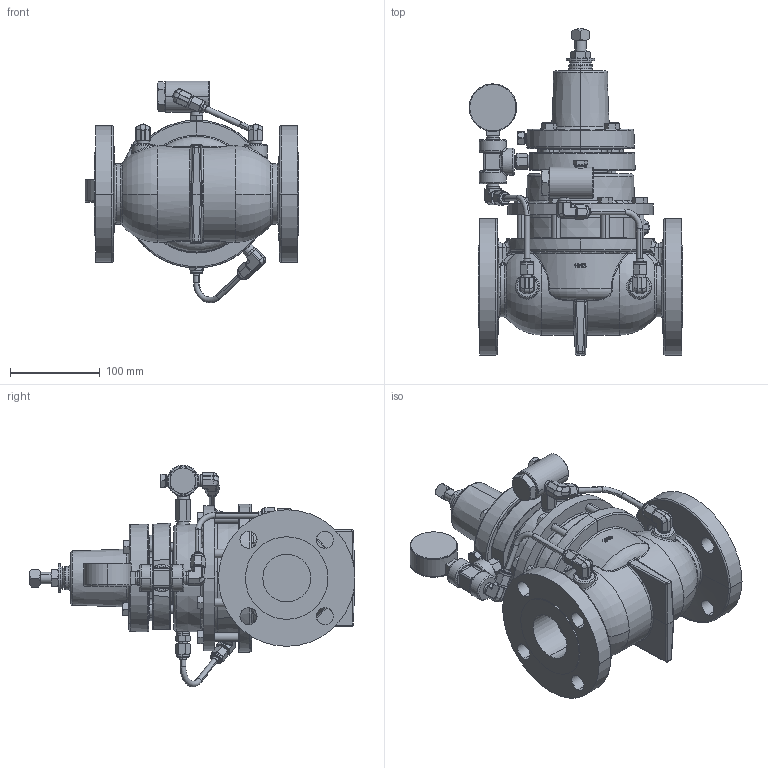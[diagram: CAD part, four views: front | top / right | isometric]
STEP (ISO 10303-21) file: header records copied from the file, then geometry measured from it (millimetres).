
FILE_DESCRIPTION (( 'STEP AP203' ), '1' );
FILE_NAME ('2 INCH 218 FGT PR D (ABW).STEP', '2018-06-04T15:32:20', ( '' ), ( '' ), 'SwSTEP 2.0', 'SolidWorks 2018', '' );
FILE_SCHEMA (( 'CONFIG_CONTROL_DESIGN' ));
Products named in the file (1): 2 INCH 218 FGT PR D (ABW)
Bounding box: 238.68 x 363.88 x 247.54 mm (x, y, z)
Volume: 4301683 mm3; surface area: 359828.8 mm2
Topology: 1 solids, 1 shells, 2284 faces, 5740 edges, 3520 vertices
Faces by surface type: plane 805, bspline 571, cylinder 450, cone 293, torus 129, sphere 36
Entity records: 107264 total; most frequent: CARTESIAN_POINT 57845, ORIENTED_EDGE 11350, DIRECTION 8821, EDGE_CURVE 5675, VERTEX_POINT 3518, AXIS2_PLACEMENT_3D 3423, EDGE_LOOP 2457, ADVANCED_FACE 2284
